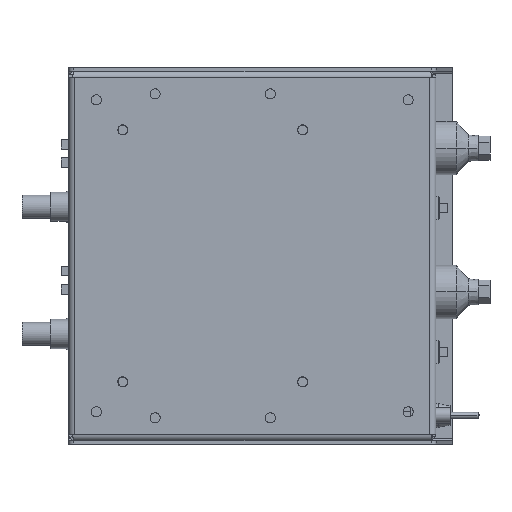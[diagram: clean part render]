
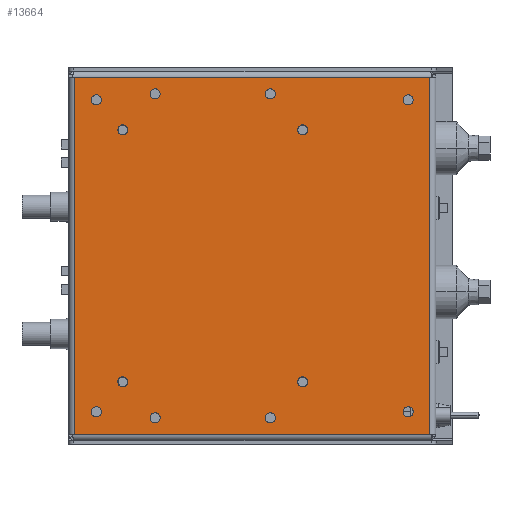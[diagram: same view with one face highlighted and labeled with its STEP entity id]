
A CAD part, top view. The second image highlights one B-rep face of the part: STEP entity #13664.
In plain terms, the highlighted planar face has unit normal (0, 0, 1).
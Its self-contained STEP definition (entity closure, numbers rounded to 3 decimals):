
#3311=DIRECTION('',(1.,0.,0.));
#3312=VECTOR('',#3311,148.);
#3313=CARTESIAN_POINT('',(-140.11,141.,15.));
#3314=LINE('',#3313,#3312);
#3452=DIRECTION('',(0.,-1.,0.));
#3453=VECTOR('',#3452,149.);
#3454=CARTESIAN_POINT('',(7.89,141.,15.));
#3455=LINE('',#3454,#3453);
#4015=DIRECTION('',(-1.,0.,0.));
#4016=VECTOR('',#4015,148.);
#4017=CARTESIAN_POINT('',(7.89,-8.,15.));
#4018=LINE('',#4017,#4016);
#4152=DIRECTION('',(0.,1.,0.));
#4153=VECTOR('',#4152,149.);
#4154=CARTESIAN_POINT('',(-140.11,-8.,15.));
#4155=LINE('',#4154,#4153);
#4166=CARTESIAN_POINT('',(-120.11,14.,15.));
#4167=DIRECTION('',(0.,0.,1.));
#4168=DIRECTION('',(0.,1.,0.));
#4169=AXIS2_PLACEMENT_3D('',#4166,#4167,#4168);
#4171=CARTESIAN_POINT('',(-120.11,14.,15.));
#4172=DIRECTION('',(0.,0.,1.));
#4173=DIRECTION('',(0.,-1.,0.));
#4174=AXIS2_PLACEMENT_3D('',#4171,#4172,#4173);
#4176=CARTESIAN_POINT('',(-45.11,14.,15.));
#4177=DIRECTION('',(0.,0.,1.));
#4178=DIRECTION('',(0.,1.,0.));
#4179=AXIS2_PLACEMENT_3D('',#4176,#4177,#4178);
#4181=CARTESIAN_POINT('',(-45.11,14.,15.));
#4182=DIRECTION('',(0.,0.,1.));
#4183=DIRECTION('',(0.,-1.,0.));
#4184=AXIS2_PLACEMENT_3D('',#4181,#4182,#4183);
#4186=CARTESIAN_POINT('',(-45.11,119.,15.));
#4187=DIRECTION('',(0.,0.,1.));
#4188=DIRECTION('',(0.,1.,0.));
#4189=AXIS2_PLACEMENT_3D('',#4186,#4187,#4188);
#4191=CARTESIAN_POINT('',(-45.11,119.,15.));
#4192=DIRECTION('',(0.,0.,1.));
#4193=DIRECTION('',(0.,-1.,0.));
#4194=AXIS2_PLACEMENT_3D('',#4191,#4192,#4193);
#4196=CARTESIAN_POINT('',(-120.11,119.,15.));
#4197=DIRECTION('',(0.,0.,1.));
#4198=DIRECTION('',(0.,1.,0.));
#4199=AXIS2_PLACEMENT_3D('',#4196,#4197,#4198);
#4201=CARTESIAN_POINT('',(-120.11,119.,15.));
#4202=DIRECTION('',(0.,0.,1.));
#4203=DIRECTION('',(0.,-1.,0.));
#4204=AXIS2_PLACEMENT_3D('',#4201,#4202,#4203);
#4206=CARTESIAN_POINT('',(-106.61,134.,15.));
#4207=DIRECTION('',(0.,0.,1.));
#4208=DIRECTION('',(0.,1.,0.));
#4209=AXIS2_PLACEMENT_3D('',#4206,#4207,#4208);
#4211=CARTESIAN_POINT('',(-106.61,134.,15.));
#4212=DIRECTION('',(0.,0.,1.));
#4213=DIRECTION('',(0.,-1.,0.));
#4214=AXIS2_PLACEMENT_3D('',#4211,#4212,#4213);
#4216=CARTESIAN_POINT('',(-58.61,134.,15.));
#4217=DIRECTION('',(0.,0.,1.));
#4218=DIRECTION('',(0.,1.,0.));
#4219=AXIS2_PLACEMENT_3D('',#4216,#4217,#4218);
#4221=CARTESIAN_POINT('',(-58.61,134.,15.));
#4222=DIRECTION('',(0.,0.,1.));
#4223=DIRECTION('',(0.,-1.,0.));
#4224=AXIS2_PLACEMENT_3D('',#4221,#4222,#4223);
#4226=CARTESIAN_POINT('',(-106.61,-1.,15.));
#4227=DIRECTION('',(0.,0.,1.));
#4228=DIRECTION('',(0.,1.,0.));
#4229=AXIS2_PLACEMENT_3D('',#4226,#4227,#4228);
#4231=CARTESIAN_POINT('',(-106.61,-1.,15.));
#4232=DIRECTION('',(0.,0.,1.));
#4233=DIRECTION('',(0.,-1.,0.));
#4234=AXIS2_PLACEMENT_3D('',#4231,#4232,#4233);
#4236=CARTESIAN_POINT('',(-58.61,-1.,15.));
#4237=DIRECTION('',(0.,0.,1.));
#4238=DIRECTION('',(0.,1.,0.));
#4239=AXIS2_PLACEMENT_3D('',#4236,#4237,#4238);
#4241=CARTESIAN_POINT('',(-58.61,-1.,15.));
#4242=DIRECTION('',(0.,0.,1.));
#4243=DIRECTION('',(0.,-1.,0.));
#4244=AXIS2_PLACEMENT_3D('',#4241,#4242,#4243);
#4246=CARTESIAN_POINT('',(-131.11,131.5,15.));
#4247=DIRECTION('',(0.,0.,-1.));
#4248=DIRECTION('',(0.,1.,0.));
#4249=AXIS2_PLACEMENT_3D('',#4246,#4247,#4248);
#4251=CARTESIAN_POINT('',(-131.11,131.5,15.));
#4252=DIRECTION('',(0.,0.,-1.));
#4253=DIRECTION('',(0.,-1.,0.));
#4254=AXIS2_PLACEMENT_3D('',#4251,#4252,#4253);
#4256=CARTESIAN_POINT('',(-131.11,1.5,15.));
#4257=DIRECTION('',(0.,0.,1.));
#4258=DIRECTION('',(0.,-1.,0.));
#4259=AXIS2_PLACEMENT_3D('',#4256,#4257,#4258);
#4261=CARTESIAN_POINT('',(-131.11,1.5,15.));
#4262=DIRECTION('',(0.,0.,1.));
#4263=DIRECTION('',(0.,1.,0.));
#4264=AXIS2_PLACEMENT_3D('',#4261,#4262,#4263);
#4266=CARTESIAN_POINT('',(-1.11,1.5,15.));
#4267=DIRECTION('',(0.,0.,-1.));
#4268=DIRECTION('',(0.,-1.,0.));
#4269=AXIS2_PLACEMENT_3D('',#4266,#4267,#4268);
#4271=CARTESIAN_POINT('',(-1.11,1.5,15.));
#4272=DIRECTION('',(0.,0.,-1.));
#4273=DIRECTION('',(0.,1.,0.));
#4274=AXIS2_PLACEMENT_3D('',#4271,#4272,#4273);
#4276=CARTESIAN_POINT('',(-1.11,131.5,15.));
#4277=DIRECTION('',(0.,0.,1.));
#4278=DIRECTION('',(0.,1.,0.));
#4279=AXIS2_PLACEMENT_3D('',#4276,#4277,#4278);
#4281=CARTESIAN_POINT('',(-1.11,131.5,15.));
#4282=DIRECTION('',(0.,0.,1.));
#4283=DIRECTION('',(0.,-1.,0.));
#4284=AXIS2_PLACEMENT_3D('',#4281,#4282,#4283);
#6169=CARTESIAN_POINT('',(7.89,141.,15.));
#6171=VERTEX_POINT('',#6169);
#6176=CARTESIAN_POINT('',(7.89,-8.,15.));
#6178=VERTEX_POINT('',#6176);
#6213=CARTESIAN_POINT('',(-140.11,-8.,15.));
#6214=VERTEX_POINT('',#6213);
#6219=CARTESIAN_POINT('',(-140.11,141.,15.));
#6220=VERTEX_POINT('',#6219);
#6467=CARTESIAN_POINT('',(-120.11,16.1,15.));
#6468=CARTESIAN_POINT('',(-120.11,11.9,15.));
#6469=VERTEX_POINT('',#6467);
#6470=VERTEX_POINT('',#6468);
#6475=CARTESIAN_POINT('',(-45.11,16.1,15.));
#6476=CARTESIAN_POINT('',(-45.11,11.9,15.));
#6477=VERTEX_POINT('',#6475);
#6478=VERTEX_POINT('',#6476);
#6483=CARTESIAN_POINT('',(-45.11,121.1,15.));
#6484=CARTESIAN_POINT('',(-45.11,116.9,15.));
#6485=VERTEX_POINT('',#6483);
#6486=VERTEX_POINT('',#6484);
#6491=CARTESIAN_POINT('',(-120.11,121.1,15.));
#6492=CARTESIAN_POINT('',(-120.11,116.9,15.));
#6493=VERTEX_POINT('',#6491);
#6494=VERTEX_POINT('',#6492);
#6499=CARTESIAN_POINT('',(-106.61,136.1,15.));
#6500=CARTESIAN_POINT('',(-106.61,131.9,15.));
#6501=VERTEX_POINT('',#6499);
#6502=VERTEX_POINT('',#6500);
#6507=CARTESIAN_POINT('',(-58.61,136.1,15.));
#6508=CARTESIAN_POINT('',(-58.61,131.9,15.));
#6509=VERTEX_POINT('',#6507);
#6510=VERTEX_POINT('',#6508);
#6515=CARTESIAN_POINT('',(-106.61,1.1,15.));
#6516=CARTESIAN_POINT('',(-106.61,-3.1,15.));
#6517=VERTEX_POINT('',#6515);
#6518=VERTEX_POINT('',#6516);
#6523=CARTESIAN_POINT('',(-58.61,1.1,15.));
#6524=CARTESIAN_POINT('',(-58.61,-3.1,15.));
#6525=VERTEX_POINT('',#6523);
#6526=VERTEX_POINT('',#6524);
#6531=CARTESIAN_POINT('',(-131.11,133.6,15.));
#6532=CARTESIAN_POINT('',(-131.11,129.4,15.));
#6533=VERTEX_POINT('',#6531);
#6534=VERTEX_POINT('',#6532);
#6539=CARTESIAN_POINT('',(-131.11,-0.6,15.));
#6540=CARTESIAN_POINT('',(-131.11,3.6,15.));
#6541=VERTEX_POINT('',#6539);
#6542=VERTEX_POINT('',#6540);
#6547=CARTESIAN_POINT('',(-1.11,-0.6,15.));
#6548=CARTESIAN_POINT('',(-1.11,3.6,15.));
#6549=VERTEX_POINT('',#6547);
#6550=VERTEX_POINT('',#6548);
#6555=CARTESIAN_POINT('',(-1.11,133.6,15.));
#6556=CARTESIAN_POINT('',(-1.11,129.4,15.));
#6557=VERTEX_POINT('',#6555);
#6558=VERTEX_POINT('',#6556);
#13582=CARTESIAN_POINT('',(-66.11,66.5,15.));
#13583=DIRECTION('',(0.,0.,-1.));
#13584=DIRECTION('',(1.,0.,0.));
#13585=AXIS2_PLACEMENT_3D('',#13582,#13583,#13584);
#13586=PLANE('',#13585);
#13587=ORIENTED_EDGE('',*,*,#13575,.T.);
#13588=ORIENTED_EDGE('',*,*,#12176,.T.);
#13589=ORIENTED_EDGE('',*,*,#12504,.T.);
#13590=ORIENTED_EDGE('',*,*,#13251,.T.);
#13591=EDGE_LOOP('',(#13587,#13588,#13589,#13590));
#13592=FACE_OUTER_BOUND('',#13591,.F.);
#13594=ORIENTED_EDGE('',*,*,#13593,.T.);
#13595=ORIENTED_EDGE('',*,*,#7318,.T.);
#13596=EDGE_LOOP('',(#13594,#13595));
#13597=FACE_BOUND('',#13596,.F.);
#13599=ORIENTED_EDGE('',*,*,#13598,.T.);
#13601=ORIENTED_EDGE('',*,*,#13600,.T.);
#13602=EDGE_LOOP('',(#13599,#13601));
#13603=FACE_BOUND('',#13602,.F.);
#13605=ORIENTED_EDGE('',*,*,#13604,.T.);
#13607=ORIENTED_EDGE('',*,*,#13606,.T.);
#13608=EDGE_LOOP('',(#13605,#13607));
#13609=FACE_BOUND('',#13608,.F.);
#13611=ORIENTED_EDGE('',*,*,#13610,.T.);
#13613=ORIENTED_EDGE('',*,*,#13612,.T.);
#13614=EDGE_LOOP('',(#13611,#13613));
#13615=FACE_BOUND('',#13614,.F.);
#13617=ORIENTED_EDGE('',*,*,#13616,.T.);
#13619=ORIENTED_EDGE('',*,*,#13618,.T.);
#13620=EDGE_LOOP('',(#13617,#13619));
#13621=FACE_BOUND('',#13620,.F.);
#13623=ORIENTED_EDGE('',*,*,#13622,.T.);
#13625=ORIENTED_EDGE('',*,*,#13624,.T.);
#13626=EDGE_LOOP('',(#13623,#13625));
#13627=FACE_BOUND('',#13626,.F.);
#13629=ORIENTED_EDGE('',*,*,#13628,.T.);
#13631=ORIENTED_EDGE('',*,*,#13630,.T.);
#13632=EDGE_LOOP('',(#13629,#13631));
#13633=FACE_BOUND('',#13632,.F.);
#13635=ORIENTED_EDGE('',*,*,#13634,.T.);
#13637=ORIENTED_EDGE('',*,*,#13636,.T.);
#13638=EDGE_LOOP('',(#13635,#13637));
#13639=FACE_BOUND('',#13638,.F.);
#13641=ORIENTED_EDGE('',*,*,#13640,.F.);
#13643=ORIENTED_EDGE('',*,*,#13642,.F.);
#13644=EDGE_LOOP('',(#13641,#13643));
#13645=FACE_BOUND('',#13644,.F.);
#13647=ORIENTED_EDGE('',*,*,#13646,.T.);
#13649=ORIENTED_EDGE('',*,*,#13648,.T.);
#13650=EDGE_LOOP('',(#13647,#13649));
#13651=FACE_BOUND('',#13650,.F.);
#13653=ORIENTED_EDGE('',*,*,#13652,.F.);
#13655=ORIENTED_EDGE('',*,*,#13654,.F.);
#13656=EDGE_LOOP('',(#13653,#13655));
#13657=FACE_BOUND('',#13656,.F.);
#13659=ORIENTED_EDGE('',*,*,#13658,.T.);
#13661=ORIENTED_EDGE('',*,*,#13660,.T.);
#13662=EDGE_LOOP('',(#13659,#13661));
#13663=FACE_BOUND('',#13662,.F.);
#13664=ADVANCED_FACE('',(#13592,#13597,#13603,#13609,#13615,#13621,#13627,
#13633,#13639,#13645,#13651,#13657,#13663),#13586,.F.);
#4170=CIRCLE('',#4169,2.1);
#4175=CIRCLE('',#4174,2.1);
#4180=CIRCLE('',#4179,2.1);
#4185=CIRCLE('',#4184,2.1);
#4190=CIRCLE('',#4189,2.1);
#4195=CIRCLE('',#4194,2.1);
#4200=CIRCLE('',#4199,2.1);
#4205=CIRCLE('',#4204,2.1);
#4210=CIRCLE('',#4209,2.1);
#4215=CIRCLE('',#4214,2.1);
#4220=CIRCLE('',#4219,2.1);
#4225=CIRCLE('',#4224,2.1);
#4230=CIRCLE('',#4229,2.1);
#4235=CIRCLE('',#4234,2.1);
#4240=CIRCLE('',#4239,2.1);
#4245=CIRCLE('',#4244,2.1);
#4250=CIRCLE('',#4249,2.1);
#4255=CIRCLE('',#4254,2.1);
#4260=CIRCLE('',#4259,2.1);
#4265=CIRCLE('',#4264,2.1);
#4270=CIRCLE('',#4269,2.1);
#4275=CIRCLE('',#4274,2.1);
#4280=CIRCLE('',#4279,2.1);
#4285=CIRCLE('',#4284,2.1);
#7318=EDGE_CURVE('',#6470,#6469,#4175,.T.);
#12176=EDGE_CURVE('',#6220,#6171,#3314,.T.);
#12504=EDGE_CURVE('',#6171,#6178,#3455,.T.);
#13251=EDGE_CURVE('',#6178,#6214,#4018,.T.);
#13575=EDGE_CURVE('',#6214,#6220,#4155,.T.);
#13593=EDGE_CURVE('',#6469,#6470,#4170,.T.);
#13598=EDGE_CURVE('',#6477,#6478,#4180,.T.);
#13600=EDGE_CURVE('',#6478,#6477,#4185,.T.);
#13604=EDGE_CURVE('',#6485,#6486,#4190,.T.);
#13606=EDGE_CURVE('',#6486,#6485,#4195,.T.);
#13610=EDGE_CURVE('',#6493,#6494,#4200,.T.);
#13612=EDGE_CURVE('',#6494,#6493,#4205,.T.);
#13616=EDGE_CURVE('',#6501,#6502,#4210,.T.);
#13618=EDGE_CURVE('',#6502,#6501,#4215,.T.);
#13622=EDGE_CURVE('',#6509,#6510,#4220,.T.);
#13624=EDGE_CURVE('',#6510,#6509,#4225,.T.);
#13628=EDGE_CURVE('',#6517,#6518,#4230,.T.);
#13630=EDGE_CURVE('',#6518,#6517,#4235,.T.);
#13634=EDGE_CURVE('',#6525,#6526,#4240,.T.);
#13636=EDGE_CURVE('',#6526,#6525,#4245,.T.);
#13640=EDGE_CURVE('',#6533,#6534,#4250,.T.);
#13642=EDGE_CURVE('',#6534,#6533,#4255,.T.);
#13646=EDGE_CURVE('',#6541,#6542,#4260,.T.);
#13648=EDGE_CURVE('',#6542,#6541,#4265,.T.);
#13652=EDGE_CURVE('',#6549,#6550,#4270,.T.);
#13654=EDGE_CURVE('',#6550,#6549,#4275,.T.);
#13658=EDGE_CURVE('',#6557,#6558,#4280,.T.);
#13660=EDGE_CURVE('',#6558,#6557,#4285,.T.);
